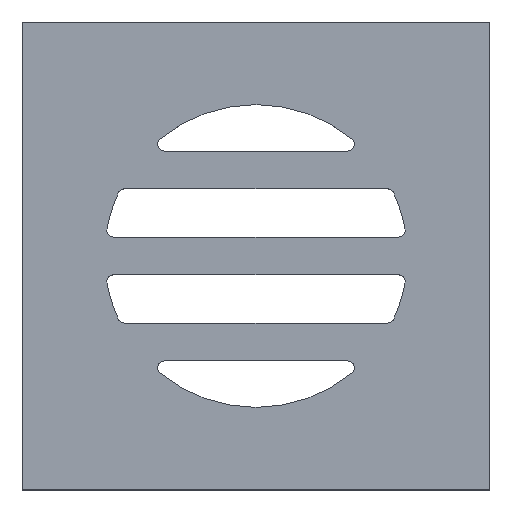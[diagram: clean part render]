
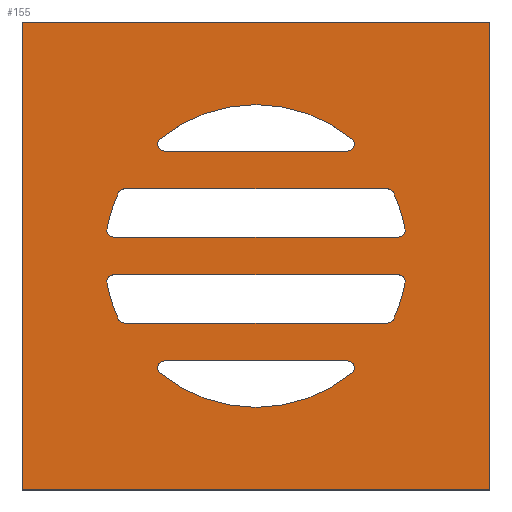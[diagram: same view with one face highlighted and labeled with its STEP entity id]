
A CAD part, top view. The second image highlights one B-rep face of the part: STEP entity #155.
In plain terms, the highlighted planar face has unit normal (0, 0, 1).
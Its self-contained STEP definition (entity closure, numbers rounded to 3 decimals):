
#155=ADVANCED_FACE('',(#305,#306,#307,#308,#309),#193,.T.);
#193=PLANE('',#788);
#211=LINE('',#1076,#259);
#212=LINE('',#1084,#260);
#213=LINE('',#1093,#261);
#214=LINE('',#1100,#262);
#215=LINE('',#1108,#263);
#216=LINE('',#1117,#264);
#217=LINE('',#1124,#265);
#218=LINE('',#1127,#266);
#219=LINE('',#1129,#267);
#220=LINE('',#1131,#268);
#259=VECTOR('',#860,1.);
#260=VECTOR('',#867,1.);
#261=VECTOR('',#874,1.);
#262=VECTOR('',#881,1.);
#263=VECTOR('',#888,1.);
#264=VECTOR('',#895,1.);
#265=VECTOR('',#902,1.);
#266=VECTOR('',#903,1.);
#267=VECTOR('',#904,1.);
#268=VECTOR('',#905,1.);
#305=FACE_BOUND('',#331,.T.);
#306=FACE_BOUND('',#332,.T.);
#307=FACE_BOUND('',#333,.T.);
#308=FACE_BOUND('',#334,.T.);
#309=FACE_BOUND('',#335,.T.);
#331=EDGE_LOOP('',(#388,#389,#390,#391));
#332=EDGE_LOOP('',(#392,#393,#394,#395,#396,#397,#398,#399));
#333=EDGE_LOOP('',(#400,#401,#402,#403));
#334=EDGE_LOOP('',(#404,#405,#406,#407,#408,#409,#410,#411));
#335=EDGE_LOOP('',(#412,#413,#414,#415));
#388=ORIENTED_EDGE('',*,*,#636,.T.);
#389=ORIENTED_EDGE('',*,*,#637,.T.);
#390=ORIENTED_EDGE('',*,*,#638,.T.);
#391=ORIENTED_EDGE('',*,*,#639,.T.);
#392=ORIENTED_EDGE('',*,*,#640,.F.);
#393=ORIENTED_EDGE('',*,*,#641,.T.);
#394=ORIENTED_EDGE('',*,*,#642,.F.);
#395=ORIENTED_EDGE('',*,*,#643,.T.);
#396=ORIENTED_EDGE('',*,*,#644,.F.);
#397=ORIENTED_EDGE('',*,*,#645,.T.);
#398=ORIENTED_EDGE('',*,*,#646,.F.);
#399=ORIENTED_EDGE('',*,*,#647,.T.);
#400=ORIENTED_EDGE('',*,*,#648,.T.);
#401=ORIENTED_EDGE('',*,*,#649,.T.);
#402=ORIENTED_EDGE('',*,*,#650,.T.);
#403=ORIENTED_EDGE('',*,*,#651,.T.);
#404=ORIENTED_EDGE('',*,*,#652,.F.);
#405=ORIENTED_EDGE('',*,*,#653,.T.);
#406=ORIENTED_EDGE('',*,*,#654,.F.);
#407=ORIENTED_EDGE('',*,*,#655,.T.);
#408=ORIENTED_EDGE('',*,*,#656,.F.);
#409=ORIENTED_EDGE('',*,*,#657,.T.);
#410=ORIENTED_EDGE('',*,*,#658,.F.);
#411=ORIENTED_EDGE('',*,*,#659,.T.);
#412=ORIENTED_EDGE('',*,*,#660,.T.);
#413=ORIENTED_EDGE('',*,*,#661,.T.);
#414=ORIENTED_EDGE('',*,*,#662,.T.);
#415=ORIENTED_EDGE('',*,*,#663,.T.);
#572=VERTEX_POINT('',#1077);
#573=VERTEX_POINT('',#1078);
#574=VERTEX_POINT('',#1080);
#575=VERTEX_POINT('',#1082);
#576=VERTEX_POINT('',#1085);
#577=VERTEX_POINT('',#1086);
#578=VERTEX_POINT('',#1088);
#579=VERTEX_POINT('',#1090);
#580=VERTEX_POINT('',#1092);
#581=VERTEX_POINT('',#1094);
#582=VERTEX_POINT('',#1096);
#583=VERTEX_POINT('',#1098);
#584=VERTEX_POINT('',#1101);
#585=VERTEX_POINT('',#1102);
#586=VERTEX_POINT('',#1104);
#587=VERTEX_POINT('',#1106);
#588=VERTEX_POINT('',#1109);
#589=VERTEX_POINT('',#1110);
#590=VERTEX_POINT('',#1112);
#591=VERTEX_POINT('',#1114);
#592=VERTEX_POINT('',#1116);
#593=VERTEX_POINT('',#1118);
#594=VERTEX_POINT('',#1120);
#595=VERTEX_POINT('',#1122);
#596=VERTEX_POINT('',#1125);
#597=VERTEX_POINT('',#1126);
#598=VERTEX_POINT('',#1128);
#599=VERTEX_POINT('',#1130);
#636=EDGE_CURVE('',#572,#573,#211,.T.);
#637=EDGE_CURVE('',#573,#574,#724,.T.);
#638=EDGE_CURVE('',#574,#575,#725,.T.);
#639=EDGE_CURVE('',#575,#572,#726,.T.);
#640=EDGE_CURVE('',#576,#577,#212,.T.);
#641=EDGE_CURVE('',#576,#578,#727,.T.);
#642=EDGE_CURVE('',#579,#578,#728,.T.);
#643=EDGE_CURVE('',#579,#580,#729,.T.);
#644=EDGE_CURVE('',#581,#580,#213,.T.);
#645=EDGE_CURVE('',#581,#582,#730,.T.);
#646=EDGE_CURVE('',#583,#582,#731,.T.);
#647=EDGE_CURVE('',#583,#577,#732,.T.);
#648=EDGE_CURVE('',#584,#585,#214,.T.);
#649=EDGE_CURVE('',#585,#586,#733,.T.);
#650=EDGE_CURVE('',#586,#587,#734,.T.);
#651=EDGE_CURVE('',#587,#584,#735,.T.);
#652=EDGE_CURVE('',#588,#589,#215,.T.);
#653=EDGE_CURVE('',#588,#590,#736,.T.);
#654=EDGE_CURVE('',#591,#590,#737,.T.);
#655=EDGE_CURVE('',#591,#592,#738,.T.);
#656=EDGE_CURVE('',#593,#592,#216,.T.);
#657=EDGE_CURVE('',#593,#594,#739,.T.);
#658=EDGE_CURVE('',#595,#594,#740,.T.);
#659=EDGE_CURVE('',#595,#589,#741,.T.);
#660=EDGE_CURVE('',#596,#597,#217,.T.);
#661=EDGE_CURVE('',#597,#598,#218,.T.);
#662=EDGE_CURVE('',#598,#599,#219,.T.);
#663=EDGE_CURVE('',#599,#596,#220,.T.);
#724=CIRCLE('',#770,1.);
#725=CIRCLE('',#771,22.);
#726=CIRCLE('',#772,1.);
#727=CIRCLE('',#773,1.);
#728=CIRCLE('',#774,22.);
#729=CIRCLE('',#775,1.);
#730=CIRCLE('',#776,1.);
#731=CIRCLE('',#777,22.);
#732=CIRCLE('',#778,1.);
#733=CIRCLE('',#779,1.);
#734=CIRCLE('',#780,22.);
#735=CIRCLE('',#781,1.);
#736=CIRCLE('',#782,1.);
#737=CIRCLE('',#783,22.);
#738=CIRCLE('',#784,1.);
#739=CIRCLE('',#785,1.);
#740=CIRCLE('',#786,22.);
#741=CIRCLE('',#787,1.);
#770=AXIS2_PLACEMENT_3D('',#1079,#861,#862);
#771=AXIS2_PLACEMENT_3D('',#1081,#863,#864);
#772=AXIS2_PLACEMENT_3D('',#1083,#865,#866);
#773=AXIS2_PLACEMENT_3D('',#1087,#868,#869);
#774=AXIS2_PLACEMENT_3D('',#1089,#870,#871);
#775=AXIS2_PLACEMENT_3D('',#1091,#872,#873);
#776=AXIS2_PLACEMENT_3D('',#1095,#875,#876);
#777=AXIS2_PLACEMENT_3D('',#1097,#877,#878);
#778=AXIS2_PLACEMENT_3D('',#1099,#879,#880);
#779=AXIS2_PLACEMENT_3D('',#1103,#882,#883);
#780=AXIS2_PLACEMENT_3D('',#1105,#884,#885);
#781=AXIS2_PLACEMENT_3D('',#1107,#886,#887);
#782=AXIS2_PLACEMENT_3D('',#1111,#889,#890);
#783=AXIS2_PLACEMENT_3D('',#1113,#891,#892);
#784=AXIS2_PLACEMENT_3D('',#1115,#893,#894);
#785=AXIS2_PLACEMENT_3D('',#1119,#896,#897);
#786=AXIS2_PLACEMENT_3D('',#1121,#898,#899);
#787=AXIS2_PLACEMENT_3D('',#1123,#900,#901);
#788=AXIS2_PLACEMENT_3D('',#1132,#906,#907);
#860=DIRECTION('',(1.,0.,0.));
#861=DIRECTION('',(0.,0.,-1.));
#862=DIRECTION('',(1.,0.,0.));
#863=DIRECTION('',(0.,0.,-1.));
#864=DIRECTION('',(1.,0.,0.));
#865=DIRECTION('',(0.,0.,-1.));
#866=DIRECTION('',(1.,0.,0.));
#867=DIRECTION('',(-1.,0.,0.));
#868=DIRECTION('',(0.,0.,-1.));
#869=DIRECTION('',(1.,0.,0.));
#870=DIRECTION('',(0.,0.,1.));
#871=DIRECTION('',(1.,0.,0.));
#872=DIRECTION('',(0.,0.,-1.));
#873=DIRECTION('',(1.,0.,0.));
#874=DIRECTION('',(1.,0.,0.));
#875=DIRECTION('',(0.,0.,-1.));
#876=DIRECTION('',(1.,0.,0.));
#877=DIRECTION('',(0.,0.,1.));
#878=DIRECTION('',(1.,0.,0.));
#879=DIRECTION('',(0.,0.,-1.));
#880=DIRECTION('',(1.,0.,0.));
#881=DIRECTION('',(-1.,0.,0.));
#882=DIRECTION('',(0.,0.,-1.));
#883=DIRECTION('',(1.,0.,0.));
#884=DIRECTION('',(0.,0.,-1.));
#885=DIRECTION('',(1.,0.,0.));
#886=DIRECTION('',(0.,0.,-1.));
#887=DIRECTION('',(1.,0.,0.));
#888=DIRECTION('',(1.,0.,0.));
#889=DIRECTION('',(0.,0.,-1.));
#890=DIRECTION('',(1.,0.,0.));
#891=DIRECTION('',(0.,0.,1.));
#892=DIRECTION('',(1.,0.,0.));
#893=DIRECTION('',(0.,0.,-1.));
#894=DIRECTION('',(1.,0.,0.));
#895=DIRECTION('',(-1.,0.,0.));
#896=DIRECTION('',(0.,0.,-1.));
#897=DIRECTION('',(1.,0.,0.));
#898=DIRECTION('',(0.,0.,1.));
#899=DIRECTION('',(1.,0.,0.));
#900=DIRECTION('',(0.,0.,-1.));
#901=DIRECTION('',(1.,0.,0.));
#902=DIRECTION('',(1.,0.,0.));
#903=DIRECTION('',(0.,1.,0.));
#904=DIRECTION('',(-1.,0.,0.));
#905=DIRECTION('',(0.,-1.,0.));
#906=DIRECTION('',(0.,0.,1.));
#907=DIRECTION('',(1.,0.,0.));
#1076=CARTESIAN_POINT('',(0.,-15.25,19.));
#1077=CARTESIAN_POINT('',(-13.302,-15.25,19.));
#1078=CARTESIAN_POINT('',(13.302,-15.25,19.));
#1079=CARTESIAN_POINT('',(13.302,-16.25,19.));
#1080=CARTESIAN_POINT('',(13.935,-17.024,19.));
#1081=CARTESIAN_POINT('',(0.,0.,19.));
#1082=CARTESIAN_POINT('',(-13.935,-17.024,19.));
#1083=CARTESIAN_POINT('',(-13.302,-16.25,19.));
#1084=CARTESIAN_POINT('',(0.,-2.75,19.));
#1085=CARTESIAN_POINT('',(20.662,-2.75,19.));
#1086=CARTESIAN_POINT('',(-20.662,-2.75,19.));
#1087=CARTESIAN_POINT('',(20.662,-3.75,19.));
#1088=CARTESIAN_POINT('',(21.646,-3.929,19.));
#1089=CARTESIAN_POINT('',(0.,0.,19.));
#1090=CARTESIAN_POINT('',(19.999,-9.167,19.));
#1091=CARTESIAN_POINT('',(19.09,-8.75,19.));
#1092=CARTESIAN_POINT('',(19.09,-9.75,19.));
#1093=CARTESIAN_POINT('',(0.,-9.75,19.));
#1094=CARTESIAN_POINT('',(-19.09,-9.75,19.));
#1095=CARTESIAN_POINT('',(-19.09,-8.75,19.));
#1096=CARTESIAN_POINT('',(-19.999,-9.167,19.));
#1097=CARTESIAN_POINT('',(0.,0.,19.));
#1098=CARTESIAN_POINT('',(-21.646,-3.929,19.));
#1099=CARTESIAN_POINT('',(-20.662,-3.75,19.));
#1100=CARTESIAN_POINT('',(0.,15.25,19.));
#1101=CARTESIAN_POINT('',(13.302,15.25,19.));
#1102=CARTESIAN_POINT('',(-13.302,15.25,19.));
#1103=CARTESIAN_POINT('',(-13.302,16.25,19.));
#1104=CARTESIAN_POINT('',(-13.935,17.024,19.));
#1105=CARTESIAN_POINT('',(0.,0.,19.));
#1106=CARTESIAN_POINT('',(13.935,17.024,19.));
#1107=CARTESIAN_POINT('',(13.302,16.25,19.));
#1108=CARTESIAN_POINT('',(0.,2.75,19.));
#1109=CARTESIAN_POINT('',(-20.662,2.75,19.));
#1110=CARTESIAN_POINT('',(20.662,2.75,19.));
#1111=CARTESIAN_POINT('',(-20.662,3.75,19.));
#1112=CARTESIAN_POINT('',(-21.646,3.929,19.));
#1113=CARTESIAN_POINT('',(0.,0.,19.));
#1114=CARTESIAN_POINT('',(-19.999,9.167,19.));
#1115=CARTESIAN_POINT('',(-19.09,8.75,19.));
#1116=CARTESIAN_POINT('',(-19.09,9.75,19.));
#1117=CARTESIAN_POINT('',(0.,9.75,19.));
#1118=CARTESIAN_POINT('',(19.09,9.75,19.));
#1119=CARTESIAN_POINT('',(19.09,8.75,19.));
#1120=CARTESIAN_POINT('',(19.999,9.167,19.));
#1121=CARTESIAN_POINT('',(0.,0.,19.));
#1122=CARTESIAN_POINT('',(21.646,3.929,19.));
#1123=CARTESIAN_POINT('',(20.662,3.75,19.));
#1124=CARTESIAN_POINT('',(-34.,-34.,19.));
#1125=CARTESIAN_POINT('',(-34.,-34.,19.));
#1126=CARTESIAN_POINT('',(34.,-34.,19.));
#1127=CARTESIAN_POINT('',(34.,-34.,19.));
#1128=CARTESIAN_POINT('',(34.,34.,19.));
#1129=CARTESIAN_POINT('',(34.,34.,19.));
#1130=CARTESIAN_POINT('',(-34.,34.,19.));
#1131=CARTESIAN_POINT('',(-34.,34.,19.));
#1132=CARTESIAN_POINT('',(0.,0.,19.));
